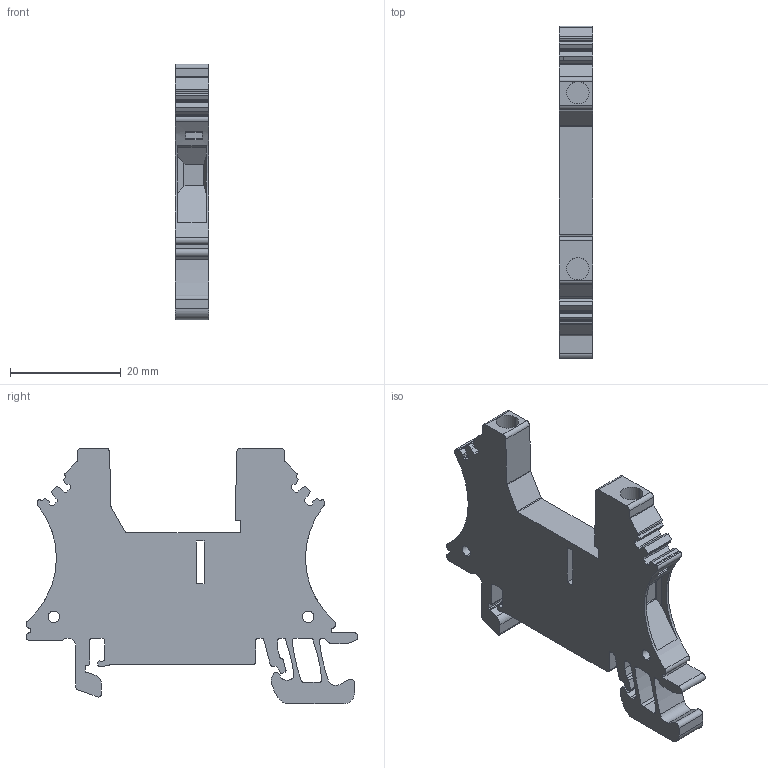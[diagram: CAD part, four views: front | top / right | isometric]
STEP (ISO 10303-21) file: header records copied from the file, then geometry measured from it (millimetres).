
FILE_DESCRIPTION(('CATIA V5R20 STEP214'),'2;1');
FILE_NAME ('386310_1', '2014-07-14T09:00:19+00:00', ('Weidmueller Interface'), ('Weidmueller'), 'CATIA Version 5 Release 20 SP 5 (IN-10)', 'CATIA V5 STEP AP214', 'none');
FILE_SCHEMA(('AUTOMOTIVE_DESIGN { 1 0 10303 214 1 1 1 1 }'));
Length unit declared in the file: millimetre
Products named in the file (1): WPO_4_S3D
Bounding box: 6.1 x 60 x 46.25 mm (x, y, z)
Volume: 8701.9 mm3; surface area: 5668.8 mm2
Topology: 1 solids, 1 shells, 262 faces, 771 edges, 519 vertices
Faces by surface type: plane 147, cylinder 102, extrusion 13
Entity records: 10422 total; most frequent: CARTESIAN_POINT 1717, ORIENTED_EDGE 1542, DIRECTION 1196, EDGE_CURVE 771, VECTOR 524, VERTEX_POINT 519, LINE 511, AXIS2_PLACEMENT_3D 443
